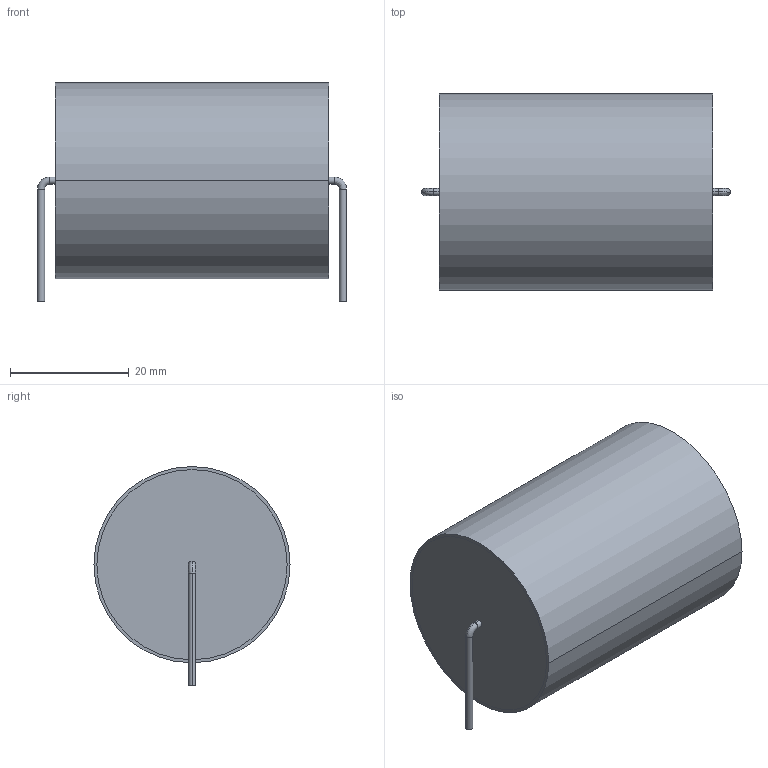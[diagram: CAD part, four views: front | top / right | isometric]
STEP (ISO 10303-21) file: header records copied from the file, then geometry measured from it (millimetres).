
FILE_DESCRIPTION((''),'2;1');
FILE_NAME('CAPAD5080-4600X3300.stp','2011-08-23T12:27:35',(''),(''),'Mechanical Desktop 2011','Mechanical Desktop 2011',', , ');
FILE_SCHEMA(('AUTOMOTIVE_DESIGN { 1 2 10303 214 1 1 1 1 }'));
Length unit declared in the file: millimetre
Products named in the file (1): Product
Bounding box: 52 x 33 x 36.8 mm (x, y, z)
Volume: 39393.7 mm3; surface area: 15899.5 mm2
Topology: 4 solids, 4 shells, 26 faces, 46 edges, 28 vertices
Faces by surface type: cylinder 10, bspline 8, plane 6, torus 2
Entity records: 830 total; most frequent: CARTESIAN_POINT 263, DIRECTION 116, ORIENTED_EDGE 92, AXIS2_PLACEMENT_3D 51, EDGE_CURVE 46, CIRCLE 32, VERTEX_POINT 28, EDGE_LOOP 28
